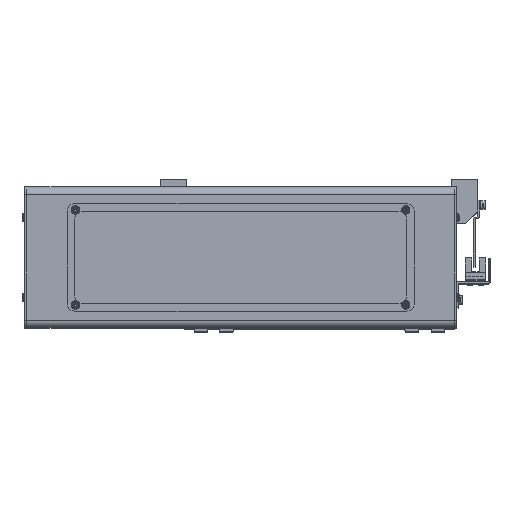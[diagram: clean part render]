
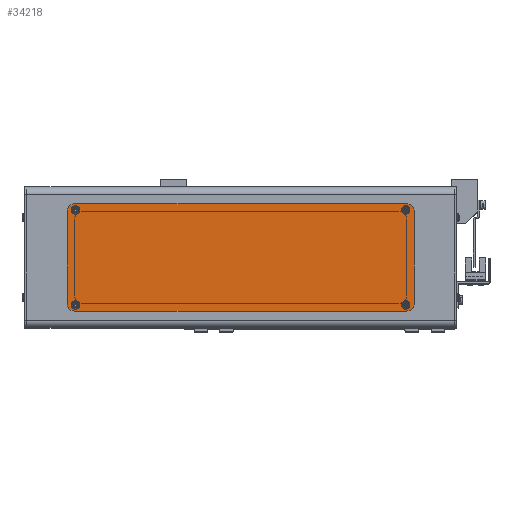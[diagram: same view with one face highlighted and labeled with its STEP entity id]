
A CAD part, top view. The second image highlights one B-rep face of the part: STEP entity #34218.
In plain terms, the highlighted planar face has unit normal (0, 0, 1).
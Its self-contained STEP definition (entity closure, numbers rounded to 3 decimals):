
#529 = ORIENTED_EDGE ( 'NONE', *, *, #58537, .F. ) ;
#1568 = VERTEX_POINT ( 'NONE', #44485 ) ;
#1848 = CIRCLE ( 'NONE', #22977, 1.7 ) ;
#1851 = ORIENTED_EDGE ( 'NONE', *, *, #68372, .T. ) ;
#2268 = CARTESIAN_POINT ( 'NONE',  ( 106.05, 31., 2. ) ) ;
#2538 = EDGE_CURVE ( 'NONE', #1568, #47427, #28080, .T. ) ;
#2682 = DIRECTION ( 'NONE',  ( 1., 0., 0. ) ) ;
#2827 = DIRECTION ( 'NONE',  ( 0., 0., 1. ) ) ;
#2838 = CARTESIAN_POINT ( 'NONE',  ( -107.75, 31., 2. ) ) ;
#2843 = EDGE_CURVE ( 'NONE', #64412, #11090, #11261, .T. ) ;
#2937 = CARTESIAN_POINT ( 'NONE',  ( 108.25, 35., 2. ) ) ;
#3612 = DIRECTION ( 'NONE',  ( 0., 0., 1. ) ) ;
#4344 = CARTESIAN_POINT ( 'NONE',  ( 113.25, 30., 2. ) ) ;
#4641 = EDGE_CURVE ( 'NONE', #11090, #64412, #1848, .T. ) ;
#5270 = LINE ( 'NONE', #45555, #35358 ) ;
#6593 = CARTESIAN_POINT ( 'NONE',  ( 107.75, -31., 2. ) ) ;
#7455 = CARTESIAN_POINT ( 'NONE',  ( 107.75, -31., 2. ) ) ;
#8581 = CARTESIAN_POINT ( 'NONE',  ( -106.05, 31., 2. ) ) ;
#8748 = ORIENTED_EDGE ( 'NONE', *, *, #45943, .F. ) ;
#9009 = CIRCLE ( 'NONE', #29190, 1.7 ) ;
#9491 = CIRCLE ( 'NONE', #31124, 1.7 ) ;
#9699 = DIRECTION ( 'NONE',  ( 0., 1., 0. ) ) ;
#9983 = CARTESIAN_POINT ( 'NONE',  ( -108.25, -35., 2. ) ) ;
#10129 = VECTOR ( 'NONE', #31588, 1000. ) ;
#10459 = LINE ( 'NONE', #4344, #23036 ) ;
#10554 = VERTEX_POINT ( 'NONE', #14671 ) ;
#10729 = ORIENTED_EDGE ( 'NONE', *, *, #26153, .T. ) ;
#10820 = ORIENTED_EDGE ( 'NONE', *, *, #2843, .F. ) ;
#11090 = VERTEX_POINT ( 'NONE', #41619 ) ;
#11261 = CIRCLE ( 'NONE', #67641, 1.7 ) ;
#11946 = DIRECTION ( 'NONE',  ( 1., 0., 0. ) ) ;
#11956 = DIRECTION ( 'NONE',  ( 1., 0., 0. ) ) ;
#12236 = ORIENTED_EDGE ( 'NONE', *, *, #65891, .T. ) ;
#12254 = DIRECTION ( 'NONE',  ( 0., 0., 1. ) ) ;
#12292 = CARTESIAN_POINT ( 'NONE',  ( -109.45, -31., 2. ) ) ;
#12486 = CARTESIAN_POINT ( 'NONE',  ( -107.75, 31., 2. ) ) ;
#12595 = ORIENTED_EDGE ( 'NONE', *, *, #65051, .T. ) ;
#12726 = DIRECTION ( 'NONE',  ( 0., 0., 1. ) ) ;
#12836 = DIRECTION ( 'NONE',  ( 1., 0., 0. ) ) ;
#13147 = CARTESIAN_POINT ( 'NONE',  ( 107.75, 31., 2. ) ) ;
#14315 = VERTEX_POINT ( 'NONE', #2268 ) ;
#14671 = CARTESIAN_POINT ( 'NONE',  ( 106.05, -31., 2. ) ) ;
#14937 = EDGE_CURVE ( 'NONE', #14315, #60949, #46347, .T. ) ;
#15251 = EDGE_LOOP ( 'NONE', ( #44578, #64781 ) ) ;
#16677 = CIRCLE ( 'NONE', #68827, 1.7 ) ;
#17835 = CARTESIAN_POINT ( 'NONE',  ( 113.25, -30., 2. ) ) ;
#18022 = EDGE_CURVE ( 'NONE', #38322, #58145, #59146, .T. ) ;
#18396 = CARTESIAN_POINT ( 'NONE',  ( -108.25, 30., 2. ) ) ;
#18532 = DIRECTION ( 'NONE',  ( 1., 0., 0. ) ) ;
#18716 = VECTOR ( 'NONE', #20160, 1000. ) ;
#19901 = DIRECTION ( 'NONE',  ( 0., 0., 1. ) ) ;
#20160 = DIRECTION ( 'NONE',  ( -1., 0., 0. ) ) ;
#20326 = ORIENTED_EDGE ( 'NONE', *, *, #2538, .T. ) ;
#21403 = ORIENTED_EDGE ( 'NONE', *, *, #44227, .F. ) ;
#22977 = AXIS2_PLACEMENT_3D ( 'NONE', #2838, #2827, #2682 ) ;
#23036 = VECTOR ( 'NONE', #9699, 1000. ) ;
#23153 = CARTESIAN_POINT ( 'NONE',  ( 109.45, -31., 2. ) ) ;
#23529 = VERTEX_POINT ( 'NONE', #23153 ) ;
#23823 = DIRECTION ( 'NONE',  ( 1., 0., 0. ) ) ;
#23845 = AXIS2_PLACEMENT_3D ( 'NONE', #26401, #63381, #31780 ) ;
#24155 = VERTEX_POINT ( 'NONE', #2937 ) ;
#24662 = CARTESIAN_POINT ( 'NONE',  ( 113.25, 30., 2. ) ) ;
#24837 = EDGE_LOOP ( 'NONE', ( #8748, #529 ) ) ;
#24993 = CARTESIAN_POINT ( 'NONE',  ( -107.75, -31., 2. ) ) ;
#25180 = ORIENTED_EDGE ( 'NONE', *, *, #32517, .T. ) ;
#25425 = VERTEX_POINT ( 'NONE', #12292 ) ;
#26153 = EDGE_CURVE ( 'NONE', #57960, #1568, #5270, .T. ) ;
#26197 = CIRCLE ( 'NONE', #60898, 5. ) ;
#26394 = EDGE_LOOP ( 'NONE', ( #52532, #21403 ) ) ;
#26401 = CARTESIAN_POINT ( 'NONE',  ( 107.75, 31., 2. ) ) ;
#27094 = EDGE_LOOP ( 'NONE', ( #43157, #10820 ) ) ;
#28080 = CIRCLE ( 'NONE', #40688, 5. ) ;
#29190 = AXIS2_PLACEMENT_3D ( 'NONE', #6593, #43890, #11946 ) ;
#29553 = EDGE_CURVE ( 'NONE', #60949, #14315, #29954, .T. ) ;
#29954 = CIRCLE ( 'NONE', #23845, 1.7 ) ;
#30198 = CARTESIAN_POINT ( 'NONE',  ( -106.05, -31., 2. ) ) ;
#30384 = DIRECTION ( 'NONE',  ( 1., 0., 0. ) ) ;
#30640 = VERTEX_POINT ( 'NONE', #61651 ) ;
#31124 = AXIS2_PLACEMENT_3D ( 'NONE', #24993, #62014, #30384 ) ;
#31588 = DIRECTION ( 'NONE',  ( 1., 0., 0. ) ) ;
#31780 = DIRECTION ( 'NONE',  ( 1., 0., 0. ) ) ;
#31854 = DIRECTION ( 'NONE',  ( 0., 0., 1. ) ) ;
#32517 = EDGE_CURVE ( 'NONE', #24155, #30640, #32982, .T. ) ;
#32982 = LINE ( 'NONE', #46663, #18716 ) ;
#33959 = FACE_BOUND ( 'NONE', #24837, .T. ) ;
#34218 = ADVANCED_FACE ( 'NONE', ( #63682, #49699, #62051, #48044, #33959 ), #41110, .T. ) ;
#34606 = AXIS2_PLACEMENT_3D ( 'NONE', #44681, #12726, #49972 ) ;
#34910 = DIRECTION ( 'NONE',  ( 0., -1., 0. ) ) ;
#35358 = VECTOR ( 'NONE', #34910, 1000. ) ;
#35605 = CARTESIAN_POINT ( 'NONE',  ( 108.25, 30., 2. ) ) ;
#35886 = ORIENTED_EDGE ( 'NONE', *, *, #66183, .T. ) ;
#36692 = ORIENTED_EDGE ( 'NONE', *, *, #18022, .T. ) ;
#36913 = CARTESIAN_POINT ( 'NONE',  ( 108.25, -35., 2. ) ) ;
#37392 = AXIS2_PLACEMENT_3D ( 'NONE', #13147, #50390, #18532 ) ;
#37526 = CARTESIAN_POINT ( 'NONE',  ( 109.45, 31., 2. ) ) ;
#38322 = VERTEX_POINT ( 'NONE', #68813 ) ;
#38517 = LINE ( 'NONE', #36913, #10129 ) ;
#40333 = AXIS2_PLACEMENT_3D ( 'NONE', #7455, #44775, #12836 ) ;
#40688 = AXIS2_PLACEMENT_3D ( 'NONE', #43590, #43540, #43528 ) ;
#40940 = DIRECTION ( 'NONE',  ( 1., 0., 0. ) ) ;
#41110 = PLANE ( 'NONE',  #68798 ) ;
#41619 = CARTESIAN_POINT ( 'NONE',  ( -109.45, 31., 2. ) ) ;
#43157 = ORIENTED_EDGE ( 'NONE', *, *, #4641, .F. ) ;
#43528 = DIRECTION ( 'NONE',  ( 1., 0., 0. ) ) ;
#43540 = DIRECTION ( 'NONE',  ( 0., 0., 1. ) ) ;
#43590 = CARTESIAN_POINT ( 'NONE',  ( -108.25, -30., 2. ) ) ;
#43890 = DIRECTION ( 'NONE',  ( 0., 0., 1. ) ) ;
#44227 = EDGE_CURVE ( 'NONE', #23529, #10554, #67712, .T. ) ;
#44485 = CARTESIAN_POINT ( 'NONE',  ( -113.25, -30., 2. ) ) ;
#44578 = ORIENTED_EDGE ( 'NONE', *, *, #14937, .F. ) ;
#44681 = CARTESIAN_POINT ( 'NONE',  ( 108.25, -30., 2. ) ) ;
#44775 = DIRECTION ( 'NONE',  ( 0., 0., 1. ) ) ;
#45008 = AXIS2_PLACEMENT_3D ( 'NONE', #18396, #55548, #23823 ) ;
#45555 = CARTESIAN_POINT ( 'NONE',  ( -113.25, -30., 2. ) ) ;
#45943 = EDGE_CURVE ( 'NONE', #25425, #62055, #9491, .T. ) ;
#46347 = CIRCLE ( 'NONE', #37392, 1.7 ) ;
#46663 = CARTESIAN_POINT ( 'NONE',  ( -108.25, 35., 2. ) ) ;
#47427 = VERTEX_POINT ( 'NONE', #9983 ) ;
#48044 = FACE_BOUND ( 'NONE', #15251, .T. ) ;
#48410 = CIRCLE ( 'NONE', #45008, 5. ) ;
#49699 = FACE_BOUND ( 'NONE', #27094, .T. ) ;
#49972 = DIRECTION ( 'NONE',  ( 1., 0., 0. ) ) ;
#50390 = DIRECTION ( 'NONE',  ( 0., 0., 1. ) ) ;
#51751 = CARTESIAN_POINT ( 'NONE',  ( -108.25, 30., 2. ) ) ;
#52532 = ORIENTED_EDGE ( 'NONE', *, *, #61822, .F. ) ;
#55548 = DIRECTION ( 'NONE',  ( 0., 0., 1. ) ) ;
#57035 = DIRECTION ( 'NONE',  ( 1., 0., 0. ) ) ;
#57960 = VERTEX_POINT ( 'NONE', #68819 ) ;
#58145 = VERTEX_POINT ( 'NONE', #17835 ) ;
#58537 = EDGE_CURVE ( 'NONE', #62055, #25425, #16677, .T. ) ;
#59146 = CIRCLE ( 'NONE', #34606, 5. ) ;
#60227 = EDGE_LOOP ( 'NONE', ( #35886, #10729, #20326, #12236, #36692, #1851, #12595, #25180 ) ) ;
#60898 = AXIS2_PLACEMENT_3D ( 'NONE', #35605, #3612, #40940 ) ;
#60949 = VERTEX_POINT ( 'NONE', #37526 ) ;
#61432 = VERTEX_POINT ( 'NONE', #24662 ) ;
#61651 = CARTESIAN_POINT ( 'NONE',  ( -108.25, 35., 2. ) ) ;
#61822 = EDGE_CURVE ( 'NONE', #10554, #23529, #9009, .T. ) ;
#62014 = DIRECTION ( 'NONE',  ( 0., 0., 1. ) ) ;
#62051 = FACE_OUTER_BOUND ( 'NONE', #60227, .T. ) ;
#62055 = VERTEX_POINT ( 'NONE', #30198 ) ;
#63381 = DIRECTION ( 'NONE',  ( 0., 0., 1. ) ) ;
#63448 = CARTESIAN_POINT ( 'NONE',  ( -107.75, -31., 2. ) ) ;
#63682 = FACE_BOUND ( 'NONE', #26394, .T. ) ;
#64412 = VERTEX_POINT ( 'NONE', #8581 ) ;
#64781 = ORIENTED_EDGE ( 'NONE', *, *, #29553, .F. ) ;
#65051 = EDGE_CURVE ( 'NONE', #61432, #24155, #26197, .T. ) ;
#65891 = EDGE_CURVE ( 'NONE', #47427, #38322, #38517, .T. ) ;
#66183 = EDGE_CURVE ( 'NONE', #30640, #57960, #48410, .T. ) ;
#67641 = AXIS2_PLACEMENT_3D ( 'NONE', #12486, #12254, #11956 ) ;
#67712 = CIRCLE ( 'NONE', #40333, 1.7 ) ;
#68372 = EDGE_CURVE ( 'NONE', #58145, #61432, #10459, .T. ) ;
#68735 = DIRECTION ( 'NONE',  ( 1., 0., 0. ) ) ;
#68798 = AXIS2_PLACEMENT_3D ( 'NONE', #51751, #19901, #57035 ) ;
#68813 = CARTESIAN_POINT ( 'NONE',  ( 108.25, -35., 2. ) ) ;
#68819 = CARTESIAN_POINT ( 'NONE',  ( -113.25, 30., 2. ) ) ;
#68827 = AXIS2_PLACEMENT_3D ( 'NONE', #63448, #31854, #68735 ) ;
